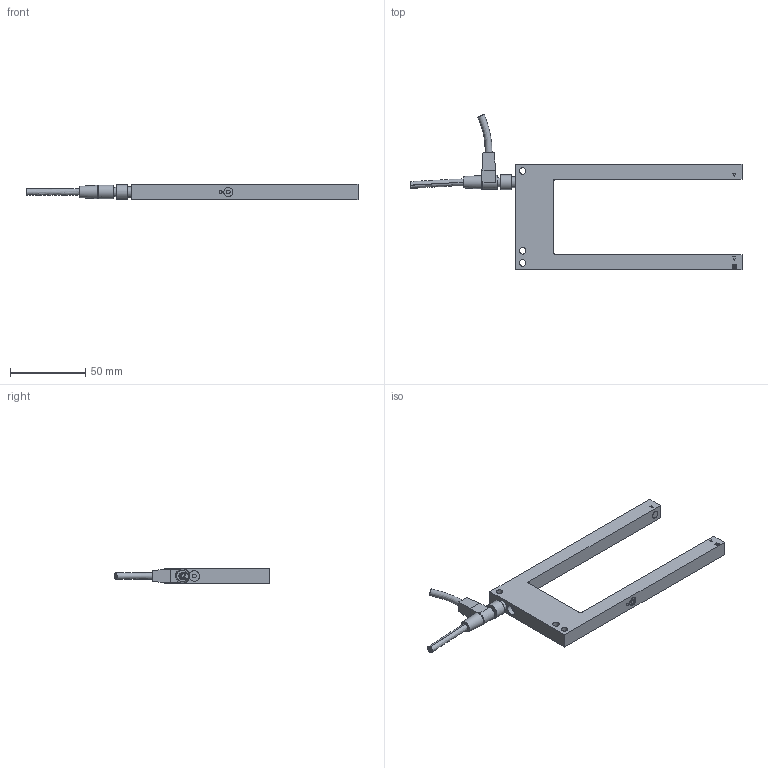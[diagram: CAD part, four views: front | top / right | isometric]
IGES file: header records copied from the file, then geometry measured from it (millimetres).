
Global section: file name: OGU_050_125_V; native system: Autodesk Inventor 2015; preprocessor: unknown; author: lck; date: 20150722.131756; units: millimetre
Bounding box: 220.21 x 103.09 x 10 mm (x, y, z)
Volume: 47713.5 mm3; surface area: 19455.7 mm2
Topology: 4 solids, 4 shells, 133 faces, 289 edges, 190 vertices
Faces by surface type: bspline 133
